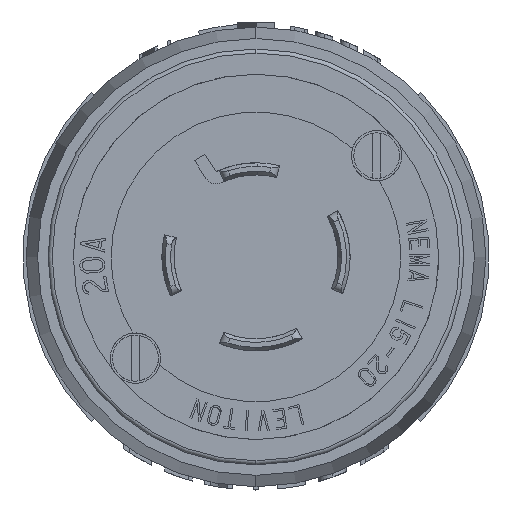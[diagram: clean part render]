
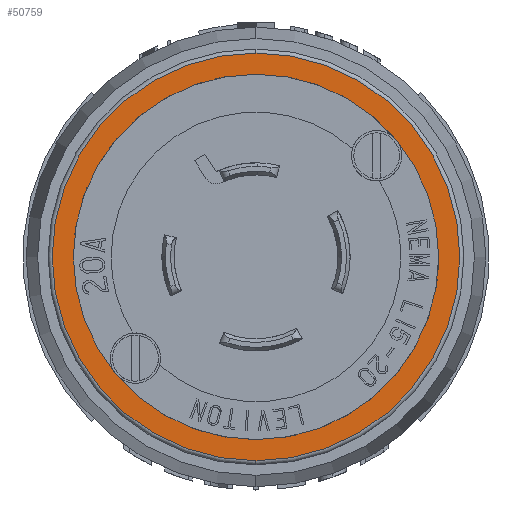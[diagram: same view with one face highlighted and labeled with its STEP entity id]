
A CAD part, left-side view. The second image highlights one B-rep face of the part: STEP entity #50759.
In plain terms, the highlighted planar face has unit normal (-1, 0, 0).
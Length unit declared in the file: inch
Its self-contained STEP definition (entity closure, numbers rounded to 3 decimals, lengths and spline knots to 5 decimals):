
#3268 = CARTESIAN_POINT ( 'NONE',  ( 0.25, -1.011, 0. ) ) ;
#4859 = DIRECTION ( 'NONE',  ( 1., 0., 0. ) ) ;
#7432 = ORIENTED_EDGE ( 'NONE', *, *, #49032, .F. ) ;
#7778 = DIRECTION ( 'NONE',  ( 0., 0., 1. ) ) ;
#8246 = ORIENTED_EDGE ( 'NONE', *, *, #50307, .F. ) ;
#8351 = CARTESIAN_POINT ( 'NONE',  ( 0.25, 0., 0. ) ) ;
#10338 = DIRECTION ( 'NONE',  ( 0., 0., -1. ) ) ;
#11002 = VERTEX_POINT ( 'NONE', #24905 ) ;
#13900 = CARTESIAN_POINT ( 'NONE',  ( 0.25, -0.906, 0. ) ) ;
#14613 = FACE_OUTER_BOUND ( 'NONE', #32547, .T. ) ;
#17375 = VERTEX_POINT ( 'NONE', #40871 ) ;
#23044 = ORIENTED_EDGE ( 'NONE', *, *, #26200, .F. ) ;
#24905 = CARTESIAN_POINT ( 'NONE',  ( 0.25, 0.906, 0. ) ) ;
#25539 = DIRECTION ( 'NONE',  ( -1., 0., 0. ) ) ;
#25989 = CARTESIAN_POINT ( 'NONE',  ( 0.25, 0., 0. ) ) ;
#26200 = EDGE_CURVE ( 'NONE', #11002, #50438, #26823, .T. ) ;
#26350 = DIRECTION ( 'NONE',  ( 0., 1., 0. ) ) ;
#26823 = CIRCLE ( 'NONE', #43934, 0.906 ) ;
#27572 = VERTEX_POINT ( 'NONE', #33883 ) ;
#30243 = ORIENTED_EDGE ( 'NONE', *, *, #41057, .F. ) ;
#30934 = EDGE_LOOP ( 'NONE', ( #30243, #23044 ) ) ;
#31442 = CARTESIAN_POINT ( 'NONE',  ( 0.25, 0., 0. ) ) ;
#31763 = AXIS2_PLACEMENT_3D ( 'NONE', #3268, #50520, #7778 ) ;
#32547 = EDGE_LOOP ( 'NONE', ( #7432, #8246 ) ) ;
#33519 = DIRECTION ( 'NONE',  ( -1., 0., 0. ) ) ;
#33883 = CARTESIAN_POINT ( 'NONE',  ( 0.25, 0., -1.011 ) ) ;
#36128 = AXIS2_PLACEMENT_3D ( 'NONE', #25989, #4859, #39227 ) ;
#36790 = PLANE ( 'NONE',  #31763 ) ;
#38530 = CIRCLE ( 'NONE', #45672, 0.906 ) ;
#39227 = DIRECTION ( 'NONE',  ( 0., 0., -1. ) ) ;
#40871 = CARTESIAN_POINT ( 'NONE',  ( 0.25, 0., 1.011 ) ) ;
#41057 = EDGE_CURVE ( 'NONE', #50438, #11002, #38530, .T. ) ;
#42720 = DIRECTION ( 'NONE',  ( 0., 1., 0. ) ) ;
#43934 = AXIS2_PLACEMENT_3D ( 'NONE', #49824, #33519, #26350 ) ;
#45672 = AXIS2_PLACEMENT_3D ( 'NONE', #8351, #25539, #42720 ) ;
#48858 = DIRECTION ( 'NONE',  ( 1., 0., 0. ) ) ;
#49032 = EDGE_CURVE ( 'NONE', #17375, #27572, #50927, .T. ) ;
#49581 = CIRCLE ( 'NONE', #36128, 1.011 ) ;
#49824 = CARTESIAN_POINT ( 'NONE',  ( 0.25, 0., 0. ) ) ;
#50307 = EDGE_CURVE ( 'NONE', #27572, #17375, #49581, .T. ) ;
#50438 = VERTEX_POINT ( 'NONE', #13900 ) ;
#50520 = DIRECTION ( 'NONE',  ( 1., 0., 0. ) ) ;
#50759 = ADVANCED_FACE ( 'NONE', ( #53125, #14613 ), #36790, .F. ) ;
#50927 = CIRCLE ( 'NONE', #50971, 1.011 ) ;
#50971 = AXIS2_PLACEMENT_3D ( 'NONE', #31442, #48858, #10338 ) ;
#53125 = FACE_BOUND ( 'NONE', #30934, .T. ) ;
